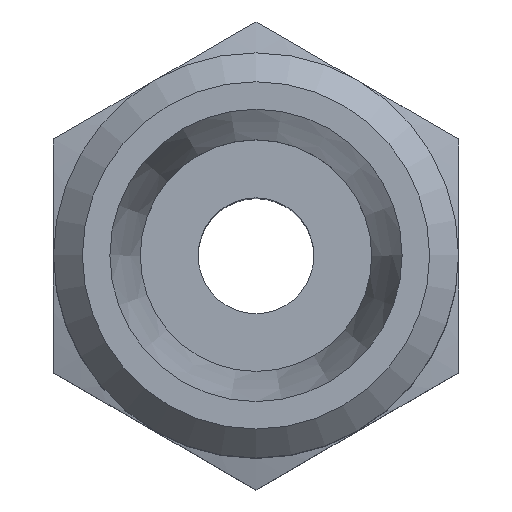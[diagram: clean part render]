
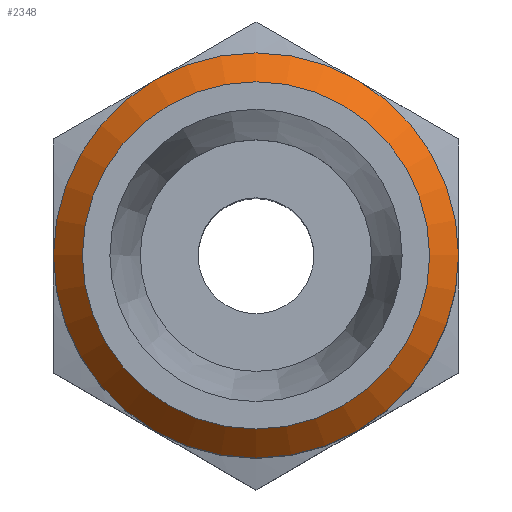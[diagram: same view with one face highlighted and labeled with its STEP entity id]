
A CAD part, top view. The second image highlights one B-rep face of the part: STEP entity #2348.
In plain terms, the highlighted conical face has half-angle 45 degrees and reference radius 6.5 mm.
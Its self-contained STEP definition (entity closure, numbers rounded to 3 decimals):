
#2314=CARTESIAN_POINT('',(7.,0.,22.5));
#2315=VERTEX_POINT('',#2314);
#2316=CARTESIAN_POINT('',(0.0,0.0,22.5));
#2317=DIRECTION('',(0.0,0.0,1.0));
#2318=DIRECTION('',(-1.0,0.0,0.0));
#2319=AXIS2_PLACEMENT_3D('',#2316,#2317,#2318);
#2320=CIRCLE('',#2319,7.);
#2321=EDGE_CURVE('',#2315,#2315,#2320,.T.);
#2329=CARTESIAN_POINT('',(0.0,0.0,23.0));
#2330=DIRECTION('',(0.0,0.0,-1.0));
#2331=DIRECTION('',(-1.0,0.0,0.0));
#2332=AXIS2_PLACEMENT_3D('',#2329,#2330,#2331);
#2333=CONICAL_SURFACE('',#2332,6.5,45.);
#2334=ORIENTED_EDGE('',*,*,#2321,.T.);
#2335=EDGE_LOOP('',(#2334));
#2336=FACE_OUTER_BOUND('',#2335,.T.);
#2337=CARTESIAN_POINT('',(6.,0.,23.5));
#2338=VERTEX_POINT('',#2337);
#2339=CARTESIAN_POINT('',(0.0,0.0,23.5));
#2340=DIRECTION('',(0.0,0.0,-1.0));
#2341=DIRECTION('',(-1.0,0.0,0.0));
#2342=AXIS2_PLACEMENT_3D('',#2339,#2340,#2341);
#2343=CIRCLE('',#2342,6.);
#2344=EDGE_CURVE('',#2338,#2338,#2343,.T.);
#2345=ORIENTED_EDGE('',*,*,#2344,.T.);
#2346=EDGE_LOOP('',(#2345));
#2347=FACE_BOUND('',#2346,.T.);
#2348=ADVANCED_FACE('',(#2336,#2347),#2333,.T.);
